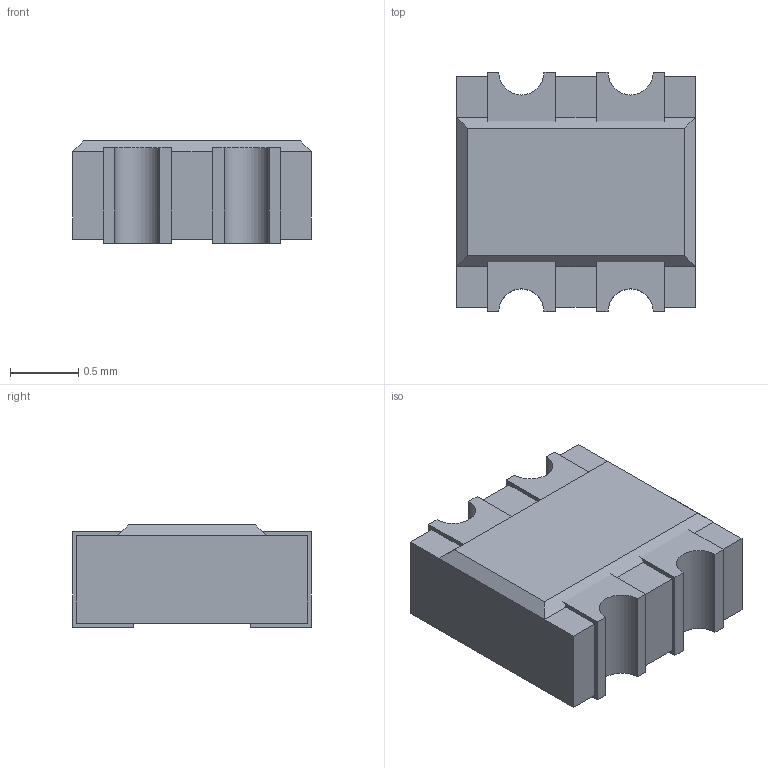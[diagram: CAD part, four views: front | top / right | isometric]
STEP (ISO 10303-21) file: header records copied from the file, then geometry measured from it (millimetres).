
FILE_DESCRIPTION(('STEP AP214'), '1');
FILE_NAME('CAT16-J2', '2016-03-14T14:54:24', ('Nobody'), (''), 'ASCON STEP Converter 1.3', 'ASCON Math Kernel', '');
FILE_SCHEMA(('AUTOMOTIVE_DESIGN { 1 0 10303 214 3 1 1}'));
Length unit declared in the file: millimetre
Bounding box: 1.75 x 1.75 x 0.75 mm (x, y, z)
Volume: 2 mm3; surface area: 21.2 mm2
Topology: 6 solids, 6 shells, 76 faces, 208 edges, 148 vertices
Faces by surface type: plane 64, cylinder 12
Entity records: 3065 total; most frequent: CARTESIAN_POINT 413, DIRECTION 386, ORIENTED_EDGE 384, EDGE_CURVE 192, LINE 184, VECTOR 184, VERTEX_POINT 128, AXIS2_PLACEMENT_3D 101
